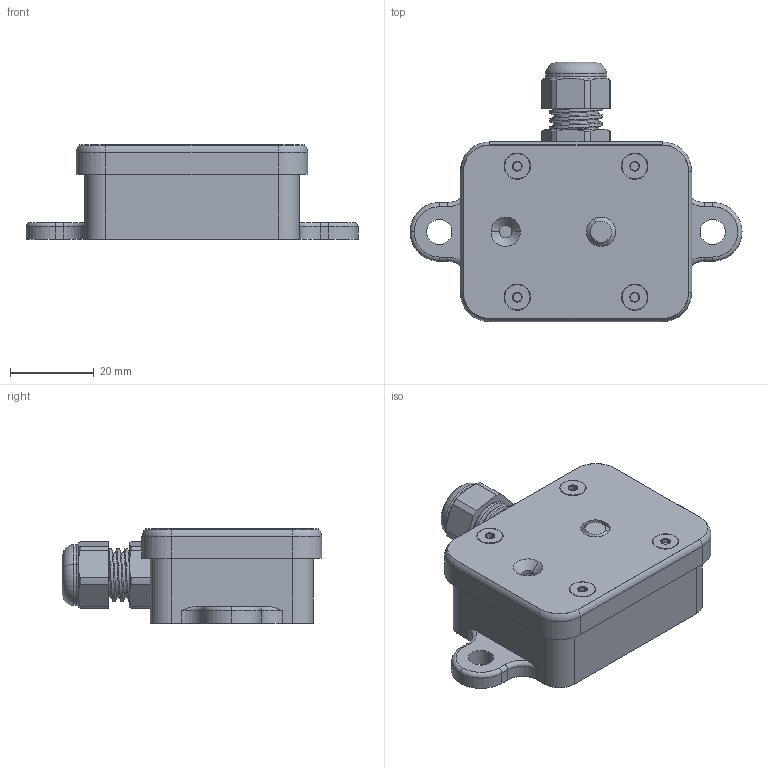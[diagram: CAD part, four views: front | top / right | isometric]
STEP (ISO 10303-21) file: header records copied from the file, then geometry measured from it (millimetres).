
FILE_DESCRIPTION (( 'STEP AP214' ), '1' );
FILE_NAME ('Sparkfun Sound Detector Enclosure Assembly.STEP', '2025-06-10T06:28:58', ( '' ), ( '' ), 'SwSTEP 2.0', 'SolidWorks 2021', '' );
FILE_SCHEMA (( 'AUTOMOTIVE_DESIGN' ));
Length unit declared in the file: millimetre
Products named in the file (8): Enclosure Bottom; Enclosure Top; sound-detector-pcb; Light Pipe; 69915K46_Plastic Submersible Cord Grip_69915K46; 91290A113_Alloy Steel Socket Head Screw_91290A113; Sparkfun Sound Detector Enclosure Assembly; 91294A128_Black-Oxide Alloy Steel Hex Drive Flat Head Screw_91294A128
Assembly tree (11 placements, depth 2):
  Sparkfun Sound Detector Enclosure Assembly
    Enclosure Bottom
    sound-detector-pcb
    Enclosure Top
    Light Pipe
    91290A113_Alloy Steel Socket Head Screw_91290A113  x2
    91294A128_Black-Oxide Alloy Steel Hex Drive Flat Head Screw_91294A128  x4
    69915K46_Plastic Submersible Cord Grip_69915K46
Bounding box: 79.18 x 61.86 x 22.55 mm (x, y, z)
Volume: 32319.1 mm3; surface area: 27751.9 mm2
Topology: 15 solids, 15 shells, 762 faces, 1925 edges, 1228 vertices
Faces by surface type: cylinder 371, plane 212, cone 124, torus 29, bspline 26
Entity records: 25107 total; most frequent: CARTESIAN_POINT 11302, ORIENTED_EDGE 2772, DIRECTION 2737, EDGE_CURVE 1386, AXIS2_PLACEMENT_3D 1054, VERTEX_POINT 889, VECTOR 629, LINE 629
